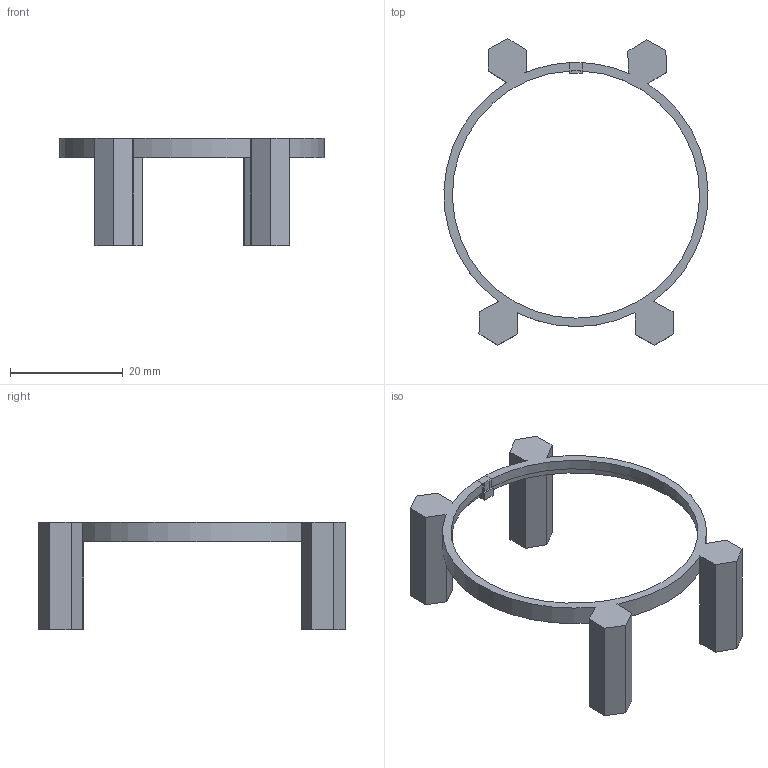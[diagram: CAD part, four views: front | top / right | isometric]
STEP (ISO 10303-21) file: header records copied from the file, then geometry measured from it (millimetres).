
FILE_DESCRIPTION(/* description */ (''),/* implementation_level */ '2;1');
FILE_NAME(/* name */ 'BatarangArmoredCirqueStand.step',/* time_stamp */ '2023-08-11T13:26:07-07:00',/* author */ (''),/* organization */ (''),/* preprocessor_version */ 'ST-DEVELOPER v20',/* originating_system */ 'Autodesk Translation Framework v12.9.0.99',/* authorisation */ '');
FILE_SCHEMA (('AUTOMOTIVE_DESIGN { 1 0 10303 214 3 1 1 }'));
Length unit declared in the file: millimetre
Products named in the file (1): BatarangOrthoLayout
Bounding box: 46.83 x 54.37 x 19 mm (x, y, z)
Volume: 3373.2 mm3; surface area: 3614 mm2
Topology: 3 solids, 3 shells, 70 faces, 189 edges, 125 vertices
Faces by surface type: plane 53, cylinder 13, cone 4
Full cylindrical faces by diameter (mm): 2.529 x4
Entity records: 2228 total; most frequent: CARTESIAN_POINT 381, ORIENTED_EDGE 370, DIRECTION 353, EDGE_CURVE 185, LINE 159, VECTOR 159, VERTEX_POINT 125, AXIS2_PLACEMENT_3D 97
